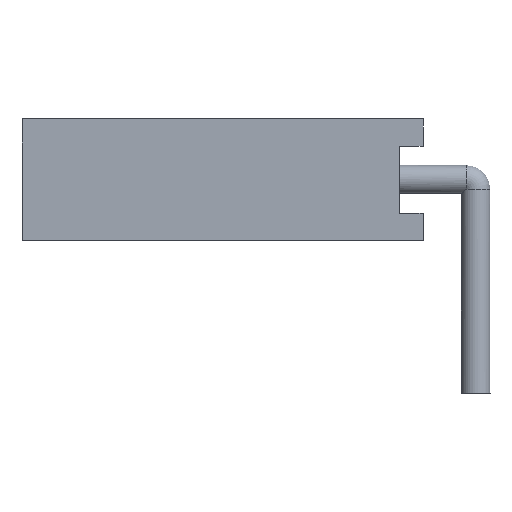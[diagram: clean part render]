
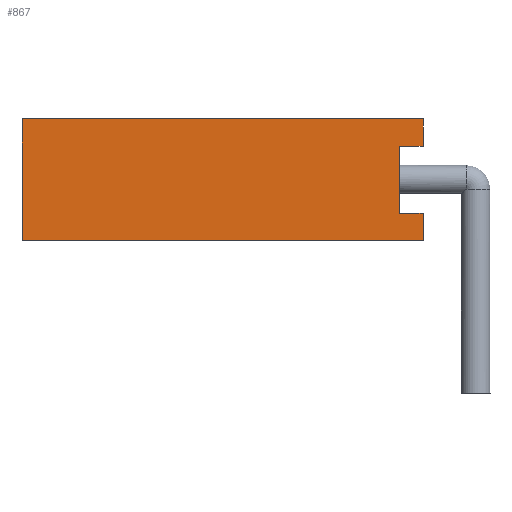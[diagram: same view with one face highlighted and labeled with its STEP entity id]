
A CAD part, left-side view. The second image highlights one B-rep face of the part: STEP entity #867.
In plain terms, the highlighted planar face has unit normal (-1, 0, 0).
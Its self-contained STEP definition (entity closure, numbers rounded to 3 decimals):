
#867=ADVANCED_FACE('',(#1424),#1426,.T.);
#1424=FACE_BOUND('',#1425,.T.);
#1425=EDGE_LOOP('',(#1851,#1852,#1853,#1854,#1855,#1856,#1857,#1858));
#1426=PLANE('',#1427);
#1427=AXIS2_PLACEMENT_3D('',#1428,#1429,#1430);
#1428=CARTESIAN_POINT('',(-1.27,1.27,0.));
#1429=DIRECTION('',(-1.,0.,0.));
#1430=DIRECTION('',(0.,-1.,0.));
#1851=ORIENTED_EDGE('',*,*,#2070,.T.);
#1852=ORIENTED_EDGE('',*,*,#2071,.T.);
#1853=ORIENTED_EDGE('',*,*,#2072,.T.);
#1854=ORIENTED_EDGE('',*,*,#2073,.T.);
#1855=ORIENTED_EDGE('',*,*,#2074,.T.);
#1856=ORIENTED_EDGE('',*,*,#2059,.F.);
#1857=ORIENTED_EDGE('',*,*,#2069,.F.);
#1858=ORIENTED_EDGE('',*,*,#2075,.T.);
#2059=EDGE_CURVE('',#2361,#2363,#2364,.T.);
#2069=EDGE_CURVE('',#2379,#2361,#2381,.T.);
#2070=EDGE_CURVE('',#2382,#2383,#2384,.F.);
#2071=EDGE_CURVE('',#2383,#2385,#2386,.T.);
#2072=EDGE_CURVE('',#2385,#2387,#2388,.F.);
#2073=EDGE_CURVE('',#2387,#2389,#2390,.T.);
#2074=EDGE_CURVE('',#2389,#2363,#2391,.T.);
#2075=EDGE_CURVE('',#2379,#2382,#2392,.T.);
#2361=VERTEX_POINT('',#3060);
#2363=VERTEX_POINT('',#3064);
#2364=LINE('',#3065,#3066);
#2379=VERTEX_POINT('',#3098);
#2381=LINE('',#3102,#3103);
#2382=VERTEX_POINT('',#3105);
#2383=VERTEX_POINT('',#3106);
#2384=LINE('',#3107,#3108);
#2385=VERTEX_POINT('',#3110);
#2386=LINE('',#3111,#3112);
#2387=VERTEX_POINT('',#3114);
#2388=LINE('',#3115,#3116);
#2389=VERTEX_POINT('',#3118);
#2390=LINE('',#3119,#3120);
#2391=LINE('',#3122,#3123);
#2392=LINE('',#3125,#3126);
#3060=CARTESIAN_POINT('',(-1.27,1.27,8.4));
#3064=CARTESIAN_POINT('',(-1.27,-1.27,8.4));
#3065=CARTESIAN_POINT('',(-1.27,1.27,8.4));
#3066=VECTOR('',#3067,1.);
#3067=DIRECTION('',(0.,-1.,0.));
#3098=CARTESIAN_POINT('',(-1.27,1.27,0.));
#3102=CARTESIAN_POINT('',(-1.27,1.27,0.));
#3103=VECTOR('',#3104,1.);
#3104=DIRECTION('',(0.,0.,1.));
#3105=CARTESIAN_POINT('',(-1.27,0.7,0.));
#3106=CARTESIAN_POINT('',(-1.27,0.7,0.5));
#3107=CARTESIAN_POINT('',(-1.27,0.7,0.5));
#3108=VECTOR('',#3109,1.);
#3109=DIRECTION('',(0.,0.,-1.));
#3110=CARTESIAN_POINT('',(-1.27,-0.7,0.5));
#3111=CARTESIAN_POINT('',(-1.27,0.7,0.5));
#3112=VECTOR('',#3113,1.);
#3113=DIRECTION('',(0.,-1.,0.));
#3114=CARTESIAN_POINT('',(-1.27,-0.7,0.));
#3115=CARTESIAN_POINT('',(-1.27,-0.7,0.));
#3116=VECTOR('',#3117,1.);
#3117=DIRECTION('',(0.,0.,1.));
#3118=CARTESIAN_POINT('',(-1.27,-1.27,0.));
#3119=CARTESIAN_POINT('',(-1.27,-0.7,0.));
#3120=VECTOR('',#3121,1.);
#3121=DIRECTION('',(0.,-1.,0.));
#3122=CARTESIAN_POINT('',(-1.27,-1.27,0.));
#3123=VECTOR('',#3124,1.);
#3124=DIRECTION('',(0.,0.,1.));
#3125=CARTESIAN_POINT('',(-1.27,1.27,0.));
#3126=VECTOR('',#3127,1.);
#3127=DIRECTION('',(0.,-1.,0.));
